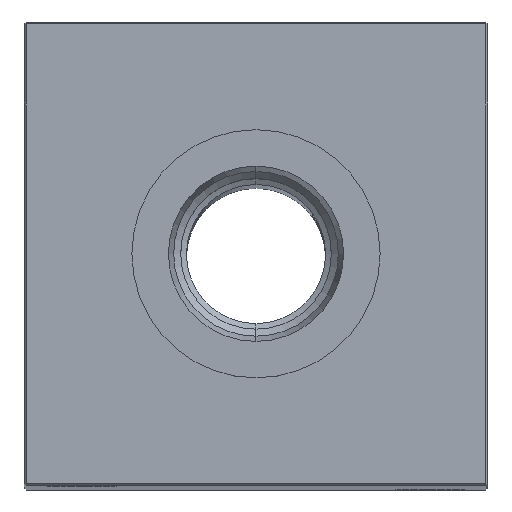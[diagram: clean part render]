
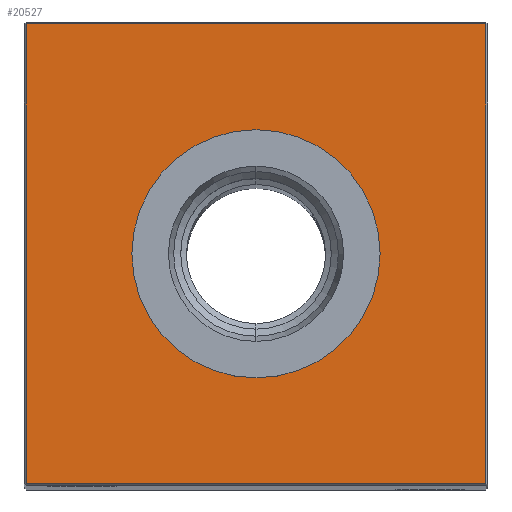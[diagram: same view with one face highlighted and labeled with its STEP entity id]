
A CAD part, top view. The second image highlights one B-rep face of the part: STEP entity #20527.
In plain terms, the highlighted planar face has unit normal (0, 0, 1).
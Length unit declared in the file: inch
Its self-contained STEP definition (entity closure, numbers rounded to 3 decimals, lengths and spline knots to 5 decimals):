
#35 = ORIENTED_EDGE ( 'NONE', *, *, #16624, .T. ) ;
#129 = LINE ( 'NONE', #15053, #6135 ) ;
#352 = EDGE_CURVE ( 'NONE', #17241, #4980, #926, .T. ) ;
#926 = LINE ( 'NONE', #25721, #24582 ) ;
#1777 = EDGE_CURVE ( 'NONE', #9936, #10157, #19423, .T. ) ;
#2516 = ORIENTED_EDGE ( 'NONE', *, *, #352, .T. ) ;
#4227 = CIRCLE ( 'NONE', #19281, 0.66929 ) ;
#4980 = VERTEX_POINT ( 'NONE', #23438 ) ;
#5151 = DIRECTION ( 'NONE',  ( 0., 0., -1. ) ) ;
#5415 = CARTESIAN_POINT ( 'NONE',  ( 0., 0., 13.75 ) ) ;
#5685 = ORIENTED_EDGE ( 'NONE', *, *, #8844, .T. ) ;
#6135 = VECTOR ( 'NONE', #23289, 39.37008 ) ;
#6565 = CARTESIAN_POINT ( 'NONE',  ( 0., 0., 13.75 ) ) ;
#6863 = CARTESIAN_POINT ( 'NONE',  ( -1.24, 1.24, 13.75 ) ) ;
#7161 = CARTESIAN_POINT ( 'NONE',  ( 0., 1.24, 13.75 ) ) ;
#7772 = CARTESIAN_POINT ( 'NONE',  ( 1.24, 0., 13.75 ) ) ;
#7906 = DIRECTION ( 'NONE',  ( 0., 1., 0. ) ) ;
#8339 = CIRCLE ( 'NONE', #26003, 0.66929 ) ;
#8697 = CARTESIAN_POINT ( 'NONE',  ( 0., 0., 13.75 ) ) ;
#8844 = EDGE_CURVE ( 'NONE', #14179, #14196, #4227, .T. ) ;
#9128 = DIRECTION ( 'NONE',  ( 1., 0., 0. ) ) ;
#9936 = VERTEX_POINT ( 'NONE', #9966 ) ;
#9966 = CARTESIAN_POINT ( 'NONE',  ( 1.24, 1.24, 13.75 ) ) ;
#10157 = VERTEX_POINT ( 'NONE', #6863 ) ;
#10484 = DIRECTION ( 'NONE',  ( 0., 0., -1. ) ) ;
#10978 = VECTOR ( 'NONE', #7906, 39.37008 ) ;
#11114 = PLANE ( 'NONE',  #24348 ) ;
#11808 = LINE ( 'NONE', #7772, #10978 ) ;
#12841 = CARTESIAN_POINT ( 'NONE',  ( -1.24, -1.24, 13.75 ) ) ;
#12992 = FACE_BOUND ( 'NONE', #20332, .T. ) ;
#13138 = DIRECTION ( 'NONE',  ( 0., 0., -1. ) ) ;
#13218 = DIRECTION ( 'NONE',  ( -1., 0., 0. ) ) ;
#14179 = VERTEX_POINT ( 'NONE', #25295 ) ;
#14196 = VERTEX_POINT ( 'NONE', #21385 ) ;
#15053 = CARTESIAN_POINT ( 'NONE',  ( -1.24, 0., 13.75 ) ) ;
#15281 = VECTOR ( 'NONE', #13218, 39.37008 ) ;
#15967 = ORIENTED_EDGE ( 'NONE', *, *, #1777, .T. ) ;
#16624 = EDGE_CURVE ( 'NONE', #14196, #14179, #8339, .T. ) ;
#17241 = VERTEX_POINT ( 'NONE', #12841 ) ;
#17388 = ORIENTED_EDGE ( 'NONE', *, *, #26095, .T. ) ;
#18849 = EDGE_CURVE ( 'NONE', #4980, #9936, #11808, .T. ) ;
#19281 = AXIS2_PLACEMENT_3D ( 'NONE', #6565, #10484, #22889 ) ;
#19423 = LINE ( 'NONE', #7161, #15281 ) ;
#20332 = EDGE_LOOP ( 'NONE', ( #35, #5685 ) ) ;
#20527 = ADVANCED_FACE ( 'NONE', ( #23388, #12992 ), #11114, .F. ) ;
#21234 = DIRECTION ( 'NONE',  ( -1., 0., 0. ) ) ;
#21385 = CARTESIAN_POINT ( 'NONE',  ( 0., 0.66929, 13.75 ) ) ;
#21501 = EDGE_LOOP ( 'NONE', ( #17388, #2516, #25223, #15967 ) ) ;
#22889 = DIRECTION ( 'NONE',  ( -1., 0., 0. ) ) ;
#23289 = DIRECTION ( 'NONE',  ( 0., -1., 0. ) ) ;
#23388 = FACE_OUTER_BOUND ( 'NONE', #21501, .T. ) ;
#23438 = CARTESIAN_POINT ( 'NONE',  ( 1.24, -1.24, 13.75 ) ) ;
#24011 = DIRECTION ( 'NONE',  ( -1., 0., 0. ) ) ;
#24348 = AXIS2_PLACEMENT_3D ( 'NONE', #8697, #13138, #21234 ) ;
#24582 = VECTOR ( 'NONE', #9128, 39.37008 ) ;
#25223 = ORIENTED_EDGE ( 'NONE', *, *, #18849, .T. ) ;
#25295 = CARTESIAN_POINT ( 'NONE',  ( 0., -0.66929, 13.75 ) ) ;
#25721 = CARTESIAN_POINT ( 'NONE',  ( 0., -1.24, 13.75 ) ) ;
#26003 = AXIS2_PLACEMENT_3D ( 'NONE', #5415, #5151, #24011 ) ;
#26095 = EDGE_CURVE ( 'NONE', #10157, #17241, #129, .T. ) ;
